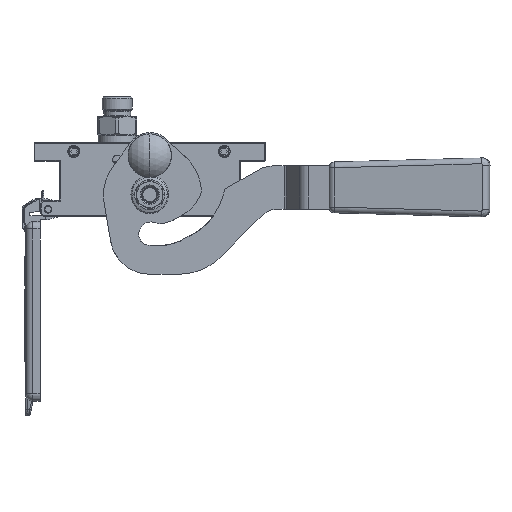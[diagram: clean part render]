
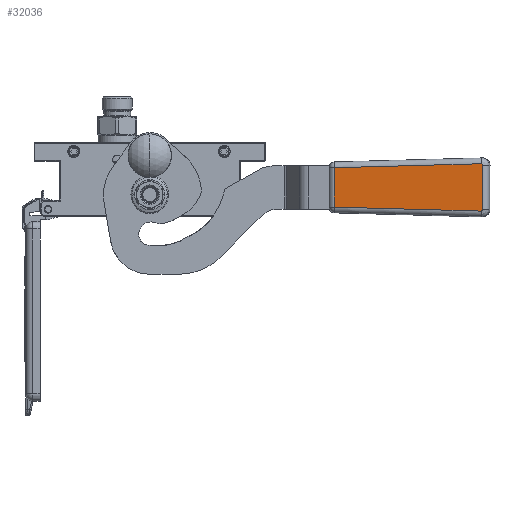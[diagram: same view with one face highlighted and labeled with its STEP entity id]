
A CAD part, front view. The second image highlights one B-rep face of the part: STEP entity #32036.
In plain terms, the highlighted face is planar.
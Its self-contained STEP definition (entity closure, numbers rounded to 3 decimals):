
#448 = CARTESIAN_POINT ( 'NONE',  ( 16.364, 0.068, -5.014 ) ) ;
#1097 = CARTESIAN_POINT ( 'NONE',  ( 15.43, 0.055, -4.054 ) ) ;
#1183 = DIRECTION ( 'NONE',  ( 1., 0., 0. ) ) ;
#1605 = CARTESIAN_POINT ( 'NONE',  ( -15.363, 0.055, -4.054 ) ) ;
#3702 = DIRECTION ( 'NONE',  ( -0.027, 0.014, -1. ) ) ;
#4159 = DIRECTION ( 'NONE',  ( -1., 0., 0. ) ) ;
#7590 = EDGE_CURVE ( 'NONE', #90374, #79211, #70440, .T. ) ;
#7979 = CARTESIAN_POINT ( 'NONE',  ( 16.209, 0.061, -4.509 ) ) ;
#8176 = CARTESIAN_POINT ( 'NONE',  ( -15.931, 0.057, -4.223 ) ) ;
#8490 = CARTESIAN_POINT ( 'NONE',  ( -16.084, 0.059, -4.352 ) ) ;
#8621 = CARTESIAN_POINT ( 'NONE',  ( 16.355, 0.066, -4.882 ) ) ;
#8813 = CARTESIAN_POINT ( 'NONE',  ( -16.301, 0.063, -4.688 ) ) ;
#12789 = EDGE_CURVE ( 'NONE', #79211, #93017, #96646, .T. ) ;
#13616 = ORIENTED_EDGE ( 'NONE', *, *, #49706, .F. ) ;
#15252 = CARTESIAN_POINT ( 'NONE',  ( -13.607, 1.447, -107.054 ) ) ;
#16017 = CARTESIAN_POINT ( 'NONE',  ( -15.43, 0.055, -4.054 ) ) ;
#16561 = CARTESIAN_POINT ( 'NONE',  ( -15.363, 0.055, -4.054 ) ) ;
#17327 = EDGE_CURVE ( 'NONE', #20902, #90374, #52334, .T. ) ;
#19132 = CARTESIAN_POINT ( 'NONE',  ( -13.607, 1.447, -107.054 ) ) ;
#20902 = VERTEX_POINT ( 'NONE', #41834 ) ;
#22612 = VECTOR ( 'NONE', #4159, 1000. ) ;
#24030 = CARTESIAN_POINT ( 'NONE',  ( 16.363, 0.069, -5.081 ) ) ;
#24371 = AXIS2_PLACEMENT_3D ( 'NONE', #64536, #35181, #42673 ) ;
#31650 = VECTOR ( 'NONE', #1183, 1000. ) ;
#32036 = ADVANCED_FACE ( 'NONE', ( #51761 ), #78558, .F. ) ;
#33759 = ORIENTED_EDGE ( 'NONE', *, *, #7590, .F. ) ;
#35181 = DIRECTION ( 'NONE',  ( 0., 1., 0.014 ) ) ;
#36065 = VECTOR ( 'NONE', #3702, 1000. ) ;
#36307 = ORIENTED_EDGE ( 'NONE', *, *, #17327, .F. ) ;
#38616 = CARTESIAN_POINT ( 'NONE',  ( -15.562, 0.055, -4.067 ) ) ;
#38933 = CARTESIAN_POINT ( 'NONE',  ( -16.355, 0.066, -4.882 ) ) ;
#41834 = CARTESIAN_POINT ( 'NONE',  ( 16.363, 0.069, -5.081 ) ) ;
#42673 = DIRECTION ( 'NONE',  ( 0., -0.014, 1. ) ) ;
#45012 = ORIENTED_EDGE ( 'NONE', *, *, #12789, .F. ) ;
#46199 = CARTESIAN_POINT ( 'NONE',  ( 15.562, 0.055, -4.067 ) ) ;
#46833 = EDGE_CURVE ( 'NONE', #95956, #20902, #75592, .T. ) ;
#48927 = CARTESIAN_POINT ( 'NONE',  ( 13.607, 1.447, -107.054 ) ) ;
#49706 = EDGE_CURVE ( 'NONE', #93017, #50942, #72384, .T. ) ;
#50584 = ORIENTED_EDGE ( 'NONE', *, *, #62804, .F. ) ;
#50942 = VERTEX_POINT ( 'NONE', #69298 ) ;
#51761 = FACE_OUTER_BOUND ( 'NONE', #62382, .T. ) ;
#52334 = LINE ( 'NONE', #92564, #36065 ) ;
#52963 = CARTESIAN_POINT ( 'NONE',  ( -16.363, 0.069, -5.081 ) ) ;
#53428 = CARTESIAN_POINT ( 'NONE',  ( 16.084, 0.059, -4.352 ) ) ;
#60467 = CARTESIAN_POINT ( 'NONE',  ( -15.754, 0.056, -4.127 ) ) ;
#60895 = CARTESIAN_POINT ( 'NONE',  ( 15.931, 0.057, -4.223 ) ) ;
#62382 = EDGE_LOOP ( 'NONE', ( #33759, #36307, #72118, #50584, #13616, #45012 ) ) ;
#62804 = EDGE_CURVE ( 'NONE', #50942, #95956, #68996, .T. ) ;
#64536 = CARTESIAN_POINT ( 'NONE',  ( 50., 1.5, -111. ) ) ;
#67747 = CARTESIAN_POINT ( 'NONE',  ( 15.754, 0.056, -4.127 ) ) ;
#68464 = DIRECTION ( 'NONE',  ( -0.027, -0.014, 1. ) ) ;
#68996 = LINE ( 'NONE', #16561, #31650 ) ;
#69298 = CARTESIAN_POINT ( 'NONE',  ( -15.363, 0.055, -4.054 ) ) ;
#70440 = LINE ( 'NONE', #48927, #22612 ) ;
#71798 = CARTESIAN_POINT ( 'NONE',  ( 15.363, 0.055, -4.054 ) ) ;
#72093 = VECTOR ( 'NONE', #68464, 1000. ) ;
#72118 = ORIENTED_EDGE ( 'NONE', *, *, #46833, .F. ) ;
#72384 = B_SPLINE_CURVE_WITH_KNOTS ( 'NONE', 3,
 ( #52963, #75761, #38933, #8813, #90480, #8490, #8176, #60467, #38616, #16017, #1605 ),
 .UNSPECIFIED., .F., .F.,
 ( 4, 1, 1, 1, 1, 1, 1, 1, 4 ),
 ( 0., 0.125, 0.25, 0.375, 0.5, 0.625, 0.75, 0.875, 1. ),
 .UNSPECIFIED. ) ;
#75592 = B_SPLINE_CURVE_WITH_KNOTS ( 'NONE', 3,
 ( #90602, #1097, #46199, #67747, #60895, #53428, #7979, #83681, #8621, #448, #24030 ),
 .UNSPECIFIED., .F., .F.,
 ( 4, 1, 1, 1, 1, 1, 1, 1, 4 ),
 ( 0., 0.125, 0.25, 0.375, 0.5, 0.625, 0.75, 0.875, 1. ),
 .UNSPECIFIED. ) ;
#75761 = CARTESIAN_POINT ( 'NONE',  ( -16.364, 0.068, -5.014 ) ) ;
#78558 = PLANE ( 'NONE',  #24371 ) ;
#79211 = VERTEX_POINT ( 'NONE', #19132 ) ;
#83681 = CARTESIAN_POINT ( 'NONE',  ( 16.301, 0.063, -4.688 ) ) ;
#83946 = CARTESIAN_POINT ( 'NONE',  ( 13.607, 1.447, -107.054 ) ) ;
#86756 = CARTESIAN_POINT ( 'NONE',  ( -16.363, 0.069, -5.081 ) ) ;
#90374 = VERTEX_POINT ( 'NONE', #83946 ) ;
#90480 = CARTESIAN_POINT ( 'NONE',  ( -16.209, 0.061, -4.509 ) ) ;
#90602 = CARTESIAN_POINT ( 'NONE',  ( 15.363, 0.055, -4.054 ) ) ;
#92564 = CARTESIAN_POINT ( 'NONE',  ( 16.363, 0.069, -5.081 ) ) ;
#93017 = VERTEX_POINT ( 'NONE', #86756 ) ;
#95956 = VERTEX_POINT ( 'NONE', #71798 ) ;
#96646 = LINE ( 'NONE', #15252, #72093 ) ;
